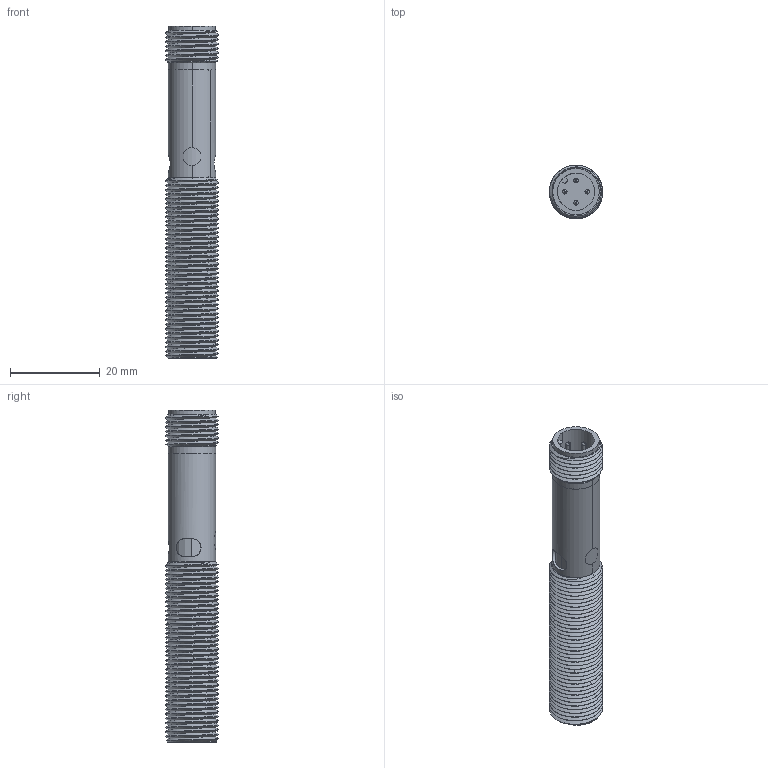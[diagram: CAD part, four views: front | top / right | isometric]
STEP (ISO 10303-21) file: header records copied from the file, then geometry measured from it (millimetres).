
FILE_DESCRIPTION((''),'2;1');
FILE_NAME('137702_SW','2008-01-07T',('banengservice'),('BANNER ENGINEERING'),'PRO/ENGINEER BY PARAMETRIC TECHNOLOGY CORPORATION, 2006170','PRO/ENGINEER BY PARAMETRIC TECHNOLOGY CORPORATION, 2006170','');
FILE_SCHEMA(('CONFIG_CONTROL_DESIGN'));
Length unit declared in the file: inch
Products named in the file (1): 137702_SW
Bounding box: 11.88 x 11.88 x 74 mm (x, y, z)
Volume: 2564.5 mm3; surface area: 9899 mm2
Topology: 4 solids, 5 shells, 418 faces, 1089 edges, 697 vertices
Faces by surface type: cylinder 190, plane 119, bspline 46, cone 44, torus 13, revolution 6
Entity records: 31734 total; most frequent: CARTESIAN_POINT 22058, ORIENTED_EDGE 2170, DIRECTION 1741, EDGE_CURVE 1085, VERTEX_POINT 697, AXIS2_PLACEMENT_3D 647, EDGE_LOOP 458, VECTOR 441
